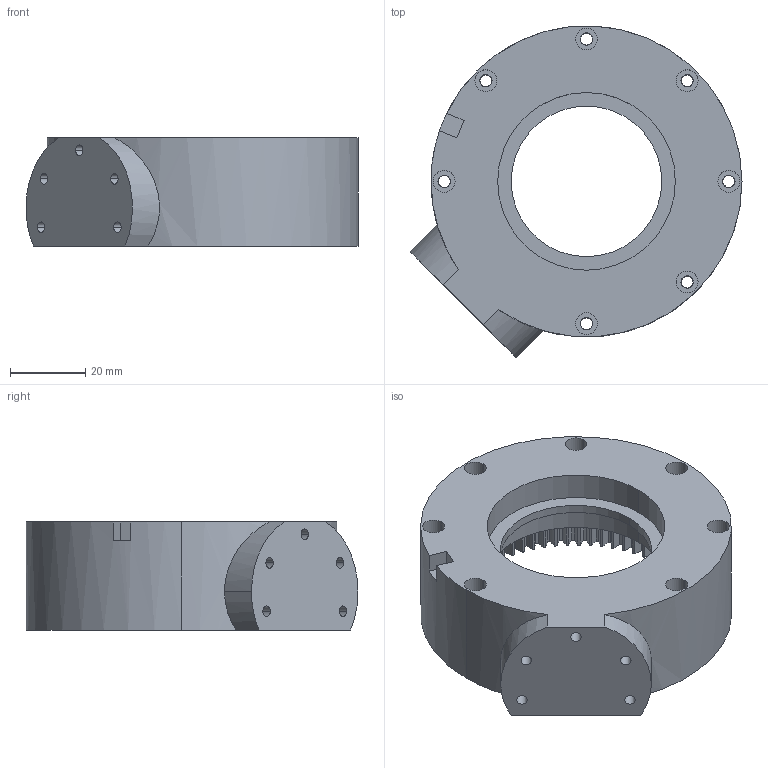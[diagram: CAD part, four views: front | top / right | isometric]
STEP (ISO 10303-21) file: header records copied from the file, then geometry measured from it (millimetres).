
FILE_DESCRIPTION (( 'STEP AP214' ), '1' );
FILE_NAME ('New_top_lid_gear.STEP', '2021-04-07T10:07:12', ( '' ), ( '' ), 'SwSTEP 2.0', 'SolidWorks 2020', '' );
FILE_SCHEMA (( 'AUTOMOTIVE_DESIGN' ));
Length unit declared in the file: millimetre
Products named in the file (1): New_top_lid_gear
Bounding box: 88.18 x 88.18 x 28.7 mm (x, y, z)
Volume: 87710.9 mm3; surface area: 26783.4 mm2
Topology: 1 solids, 1 shells, 363 faces, 1014 edges, 676 vertices
Faces by surface type: cylinder 333, plane 30
Entity records: 15749 total; most frequent: DIRECTION 2404, CARTESIAN_POINT 2117, ORIENTED_EDGE 2028, AXIS2_PLACEMENT_3D 1029, EDGE_CURVE 1014, VERTEX_POINT 676, CIRCLE 665, EDGE_LOOP 402
